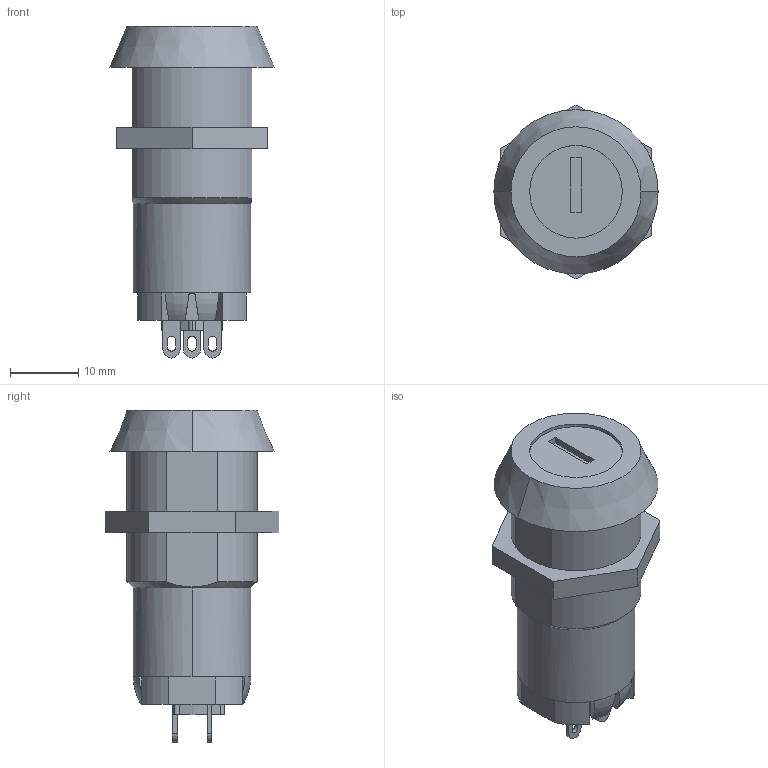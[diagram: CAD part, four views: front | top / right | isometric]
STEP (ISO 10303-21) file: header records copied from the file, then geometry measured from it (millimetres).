
FILE_DESCRIPTION (( 'STEP AP203' ), '1' );
FILE_NAME ('S-9-90-B-1.STEP', '2021-02-01T07:37:07', ( '' ), ( '' ), 'SwSTEP 2.0', 'SolidWorks 2018', '' );
FILE_SCHEMA (( 'CONFIG_CONTROL_DESIGN' ));
Length unit declared in the file: millimetre
Products named in the file (4): S-9本体_; S-9ナットM19_; S-9-90-B-1; S-9僗僀僢僠__1夞楬2愙揰
Assembly tree (3 placements, depth 2):
  S-9-90-B-1
    S-9本体_
    S-9ナットM19_
    S-9僗僀僢僠__1夞楬2愙揰
Bounding box: 24 x 25.4 x 48.5 mm (x, y, z)
Volume: 11904.6 mm3; surface area: 4637.5 mm2
Topology: 3 solids, 3 shells, 114 faces, 289 edges, 188 vertices
Faces by surface type: plane 66, cylinder 40, cone 4, torus 4
Entity records: 3937 total; most frequent: CARTESIAN_POINT 729, DIRECTION 591, ORIENTED_EDGE 578, EDGE_CURVE 289, AXIS2_PLACEMENT_3D 206, VERTEX_POINT 188, LINE 179, VECTOR 179
